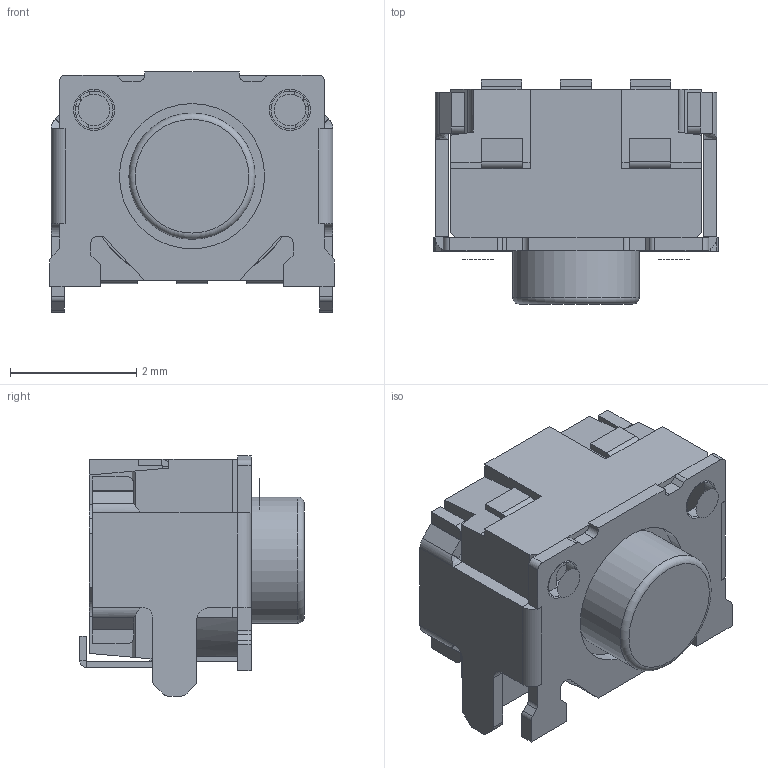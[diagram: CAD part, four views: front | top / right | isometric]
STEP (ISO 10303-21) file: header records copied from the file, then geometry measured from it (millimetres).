
FILE_DESCRIPTION(/* description */ (''),/* implementation_level */ '2;1');
FILE_NAME(/* name */ 'SKRTLAE010.step',/* time_stamp */ '2019-06-21T21:04:13+02:00',/* author */ (''),/* organization */ (''),/* preprocessor_version */ 'ST-DEVELOPER v18',/* originating_system */ 'Autodesk Translation Framework v8.2.0.1029',/* authorisation */ '');
FILE_SCHEMA (('AUTOMOTIVE_DESIGN { 1 0 10303 214 3 1 1 }'));
Length unit declared in the file: millimetre
Products named in the file (1): (Unsaved)
Bounding box: 4.5 x 3.55 x 3.8 mm (x, y, z)
Volume: 32.9 mm3; surface area: 114.6 mm2
Topology: 1 solids, 1 shells, 356 faces, 899 edges, 550 vertices
Faces by surface type: plane 255, cylinder 94, bspline 4, cone 2, torus 1
Full cylindrical faces by diameter (mm): 0.6 x2, 0.65 x2, 2 x1, 2.3 x1
Entity records: 10944 total; most frequent: CARTESIAN_POINT 1888, DIRECTION 1810, ORIENTED_EDGE 1798, EDGE_CURVE 899, LINE 678, VECTOR 678, AXIS2_PLACEMENT_3D 566, VERTEX_POINT 550
